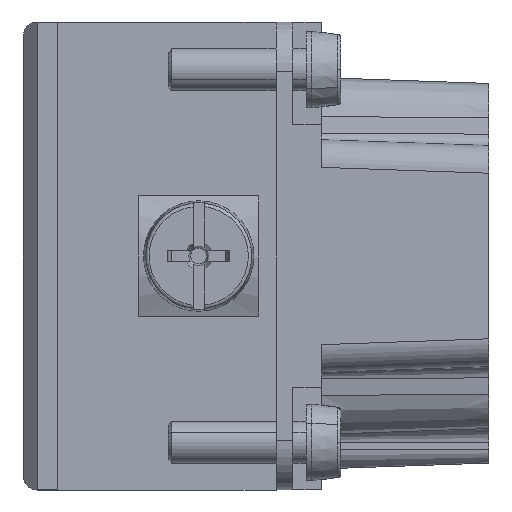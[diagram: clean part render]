
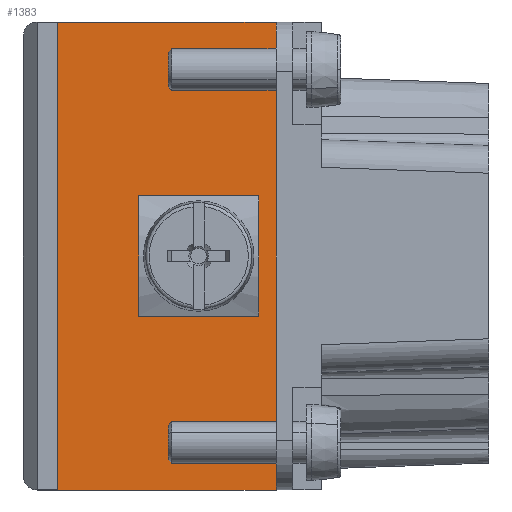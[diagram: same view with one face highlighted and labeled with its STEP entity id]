
A CAD part, left-side view. The second image highlights one B-rep face of the part: STEP entity #1383.
In plain terms, the highlighted planar face has unit normal (-1, 0, 0).
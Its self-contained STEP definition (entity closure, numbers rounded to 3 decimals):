
#1383=ADVANCED_FACE('',(#5259,#5260),#2266,.F.);
#2266=PLANE('',#15728);
#2852=LINE('',#20629,#3861);
#2855=LINE('',#20641,#3864);
#2856=LINE('',#20644,#3865);
#2857=LINE('',#20645,#3866);
#3861=VECTOR('',#16922,1.);
#3864=VECTOR('',#16933,1.);
#3865=VECTOR('',#16934,1.);
#3866=VECTOR('',#16935,1.);
#4978=CIRCLE('',#15727,2.);
#5259=FACE_BOUND('',#5480,.T.);
#5260=FACE_BOUND('',#5481,.T.);
#5480=EDGE_LOOP('',(#6638));
#5481=EDGE_LOOP('',(#6639,#6640,#6641,#6642));
#6638=ORIENTED_EDGE('',*,*,#12609,.T.);
#6639=ORIENTED_EDGE('',*,*,#12610,.F.);
#6640=ORIENTED_EDGE('',*,*,#12611,.F.);
#6641=ORIENTED_EDGE('',*,*,#12604,.F.);
#6642=ORIENTED_EDGE('',*,*,#12612,.T.);
#11103=VERTEX_POINT('',#20628);
#11104=VERTEX_POINT('',#20630);
#11108=VERTEX_POINT('',#20640);
#11109=VERTEX_POINT('',#20642);
#11110=VERTEX_POINT('',#20643);
#12604=EDGE_CURVE('',#11103,#11104,#2852,.T.);
#12609=EDGE_CURVE('',#11108,#11108,#4978,.T.);
#12610=EDGE_CURVE('',#11109,#11110,#2855,.T.);
#12611=EDGE_CURVE('',#11104,#11109,#2856,.T.);
#12612=EDGE_CURVE('',#11103,#11110,#2857,.T.);
#15727=AXIS2_PLACEMENT_3D('',#20639,#16931,#16932);
#15728=AXIS2_PLACEMENT_3D('',#20646,#16936,#16937);
#16922=DIRECTION('',(0.,0.,-1.));
#16931=DIRECTION('',(1.,0.,0.));
#16932=DIRECTION('',(0.,0.,1.));
#16933=DIRECTION('',(0.,0.,1.));
#16934=DIRECTION('',(0.,1.,0.));
#16935=DIRECTION('',(0.,1.,0.));
#16936=DIRECTION('',(1.,0.,0.));
#16937=DIRECTION('',(0.,0.,-1.));
#20628=CARTESIAN_POINT('',(-25.35,15.7,16.941));
#20629=CARTESIAN_POINT('',(-25.35,15.7,-16.959));
#20630=CARTESIAN_POINT('',(-25.35,15.7,-16.959));
#20639=CARTESIAN_POINT('',(-25.35,21.3,-0.009));
#20640=CARTESIAN_POINT('',(-25.35,21.3,1.991));
#20641=CARTESIAN_POINT('',(-25.35,31.5,6.391));
#20642=CARTESIAN_POINT('',(-25.35,31.5,-16.959));
#20643=CARTESIAN_POINT('',(-25.35,31.5,16.941));
#20644=CARTESIAN_POINT('',(-25.35,26.648,-16.959));
#20645=CARTESIAN_POINT('',(-25.35,26.648,16.941));
#20646=CARTESIAN_POINT('',(-25.35,15.4,-16.959));
